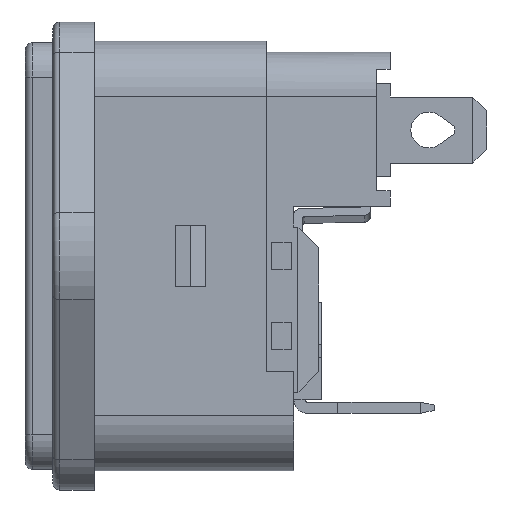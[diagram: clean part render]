
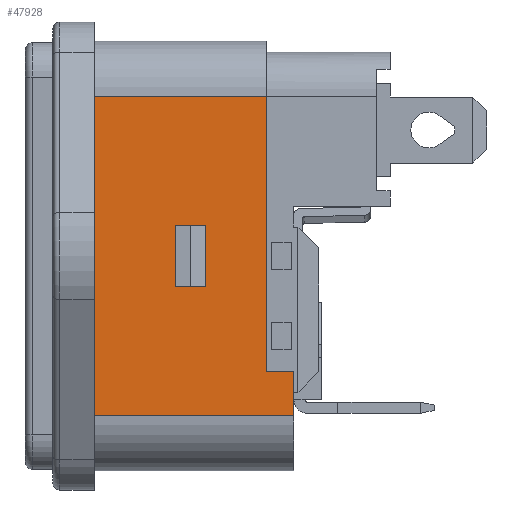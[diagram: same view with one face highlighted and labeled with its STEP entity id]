
A CAD part, left-side view. The second image highlights one B-rep face of the part: STEP entity #47928.
In plain terms, the highlighted planar face has unit normal (-1, 0, 0).
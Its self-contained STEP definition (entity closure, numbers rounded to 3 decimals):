
#47901 = ORIENTED_EDGE ( 'NONE', *, *, #47918, .T. ) ;
#47907 = EDGE_LOOP ( 'NONE', ( #47901, #48095, #47970, #47934 ) ) ;
#47909 = VERTEX_POINT ( 'NONE', #52584 ) ;
#47916 = EDGE_CURVE ( 'NONE', #57966, #58273, #52367, .T. ) ;
#47918 = EDGE_CURVE ( 'NONE', #58256, #56480, #51909, .T. ) ;
#47928 = ADVANCED_FACE ( 'NONE', ( #52633, #52675 ), #52676, .F. ) ;
#47934 = ORIENTED_EDGE ( 'NONE', *, *, #47968, .F. ) ;
#47945 = EDGE_LOOP ( 'NONE', ( #58500, #58275, #55829, #58451, #58381, #58252 ) ) ;
#47957 = EDGE_CURVE ( 'NONE', #58350, #57709, #52795, .T. ) ;
#47968 = EDGE_CURVE ( 'NONE', #58256, #58350, #52833, .T. ) ;
#47970 = ORIENTED_EDGE ( 'NONE', *, *, #47957, .F. ) ;
#48092 = EDGE_CURVE ( 'NONE', #56480, #57709, #53374, .T. ) ;
#48095 = ORIENTED_EDGE ( 'NONE', *, *, #48092, .T. ) ;
#51905 = CARTESIAN_POINT ( 'NONE',  ( -34.938, -19.565, -2.25 ) ) ;
#51909 = LINE ( 'NONE', #51905, #52137 ) ;
#52137 = VECTOR ( 'NONE', #52146, 1000. ) ;
#52146 = DIRECTION ( 'NONE',  ( 0., 1., 0. ) ) ;
#52367 = LINE ( 'NONE', #52386, #52385 ) ;
#52384 = DIRECTION ( 'NONE',  ( 0., 0., -1. ) ) ;
#52385 = VECTOR ( 'NONE', #52384, 1000. ) ;
#52386 = CARTESIAN_POINT ( 'NONE',  ( -34.938, -13.665, 15.6 ) ) ;
#52584 = CARTESIAN_POINT ( 'NONE',  ( -34.938, -26.165, -8.4 ) ) ;
#52633 = FACE_OUTER_BOUND ( 'NONE', #47945, .T. ) ;
#52668 = AXIS2_PLACEMENT_3D ( 'NONE', #52706, #52705, #52704 ) ;
#52675 = FACE_BOUND ( 'NONE', #47907, .T. ) ;
#52676 = PLANE ( 'NONE',  #52668 ) ;
#52704 = DIRECTION ( 'NONE',  ( 0., 0., -1. ) ) ;
#52705 = DIRECTION ( 'NONE',  ( 1., 0., 0. ) ) ;
#52706 = CARTESIAN_POINT ( 'NONE',  ( -34.938, -28.165, 15.6 ) ) ;
#52794 = CARTESIAN_POINT ( 'NONE',  ( -34.938, -19.565, 2.25 ) ) ;
#52795 = LINE ( 'NONE', #52794, #52844 ) ;
#52821 = DIRECTION ( 'NONE',  ( 0., 0., 1. ) ) ;
#52822 = VECTOR ( 'NONE', #52821, 1000. ) ;
#52832 = CARTESIAN_POINT ( 'NONE',  ( -34.938, -21.765, -2.25 ) ) ;
#52833 = LINE ( 'NONE', #52832, #52822 ) ;
#52843 = DIRECTION ( 'NONE',  ( 0., 1., 0. ) ) ;
#52844 = VECTOR ( 'NONE', #52843, 1000. ) ;
#53374 = LINE ( 'NONE', #53408, #53414 ) ;
#53408 = CARTESIAN_POINT ( 'NONE',  ( -34.938, -19.565, -2.25 ) ) ;
#53413 = DIRECTION ( 'NONE',  ( 0., 0., 1. ) ) ;
#53414 = VECTOR ( 'NONE', #53413, 1000. ) ;
#55829 = ORIENTED_EDGE ( 'NONE', *, *, #55955, .F. ) ;
#55955 = EDGE_CURVE ( 'NONE', #56550, #57031, #58591, .T. ) ;
#56480 = VERTEX_POINT ( 'NONE', #58660 ) ;
#56550 = VERTEX_POINT ( 'NONE', #58687 ) ;
#57031 = VERTEX_POINT ( 'NONE', #58879 ) ;
#57709 = VERTEX_POINT ( 'NONE', #59232 ) ;
#57966 = VERTEX_POINT ( 'NONE', #59310 ) ;
#58252 = ORIENTED_EDGE ( 'NONE', *, *, #58285, .T. ) ;
#58256 = VERTEX_POINT ( 'NONE', #59361 ) ;
#58273 = VERTEX_POINT ( 'NONE', #59425 ) ;
#58275 = ORIENTED_EDGE ( 'NONE', *, *, #58491, .T. ) ;
#58285 = EDGE_CURVE ( 'NONE', #58433, #57966, #59387, .T. ) ;
#58295 = EDGE_CURVE ( 'NONE', #58433, #47909, #59389, .T. ) ;
#58350 = VERTEX_POINT ( 'NONE', #59448 ) ;
#58381 = ORIENTED_EDGE ( 'NONE', *, *, #58295, .F. ) ;
#58417 = EDGE_CURVE ( 'NONE', #47909, #56550, #59473, .T. ) ;
#58433 = VERTEX_POINT ( 'NONE', #59478 ) ;
#58451 = ORIENTED_EDGE ( 'NONE', *, *, #58417, .F. ) ;
#58491 = EDGE_CURVE ( 'NONE', #58273, #57031, #59465, .T. ) ;
#58500 = ORIENTED_EDGE ( 'NONE', *, *, #47916, .T. ) ;
#58588 = DIRECTION ( 'NONE',  ( 0., 0., -1. ) ) ;
#58589 = VECTOR ( 'NONE', #58588, 1000. ) ;
#58590 = CARTESIAN_POINT ( 'NONE',  ( -34.938, -28.165, 15.6 ) ) ;
#58591 = LINE ( 'NONE', #58590, #58589 ) ;
#58660 = CARTESIAN_POINT ( 'NONE',  ( -34.938, -19.565, -2.25 ) ) ;
#58687 = CARTESIAN_POINT ( 'NONE',  ( -34.938, -28.165, -8.4 ) ) ;
#58879 = CARTESIAN_POINT ( 'NONE',  ( -34.938, -28.165, -11.6 ) ) ;
#59232 = CARTESIAN_POINT ( 'NONE',  ( -34.938, -19.565, 2.25 ) ) ;
#59310 = CARTESIAN_POINT ( 'NONE',  ( -34.938, -13.665, 11.6 ) ) ;
#59361 = CARTESIAN_POINT ( 'NONE',  ( -34.938, -21.765, -2.25 ) ) ;
#59387 = LINE ( 'NONE', #59412, #59411 ) ;
#59389 = LINE ( 'NONE', #59409, #59447 ) ;
#59408 = DIRECTION ( 'NONE',  ( 0., 0., -1. ) ) ;
#59409 = CARTESIAN_POINT ( 'NONE',  ( -34.938, -26.165, -8.4 ) ) ;
#59410 = DIRECTION ( 'NONE',  ( 0., 1., 0. ) ) ;
#59411 = VECTOR ( 'NONE', #59410, 1000. ) ;
#59412 = CARTESIAN_POINT ( 'NONE',  ( -34.938, -28.165, 11.6 ) ) ;
#59425 = CARTESIAN_POINT ( 'NONE',  ( -34.938, -13.665, -11.6 ) ) ;
#59447 = VECTOR ( 'NONE', #59408, 1000. ) ;
#59448 = CARTESIAN_POINT ( 'NONE',  ( -34.938, -21.765, 2.25 ) ) ;
#59465 = LINE ( 'NONE', #59500, #59499 ) ;
#59470 = DIRECTION ( 'NONE',  ( 0., -1., 0. ) ) ;
#59471 = VECTOR ( 'NONE', #59470, 1000. ) ;
#59472 = CARTESIAN_POINT ( 'NONE',  ( -34.938, -26.165, -8.4 ) ) ;
#59473 = LINE ( 'NONE', #59472, #59471 ) ;
#59478 = CARTESIAN_POINT ( 'NONE',  ( -34.938, -26.165, 11.6 ) ) ;
#59498 = DIRECTION ( 'NONE',  ( 0., -1., 0. ) ) ;
#59499 = VECTOR ( 'NONE', #59498, 1000. ) ;
#59500 = CARTESIAN_POINT ( 'NONE',  ( -34.938, -28.165, -11.6 ) ) ;
